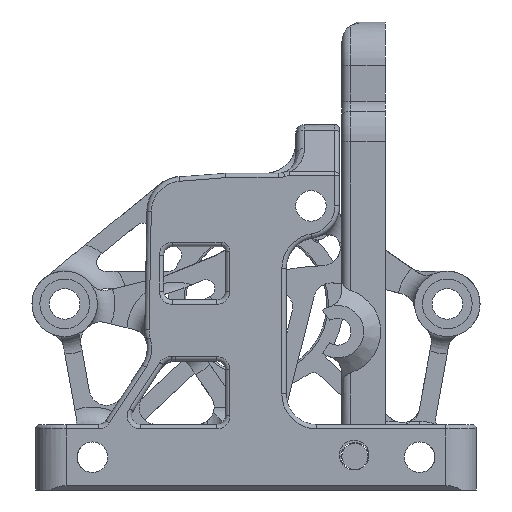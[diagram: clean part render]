
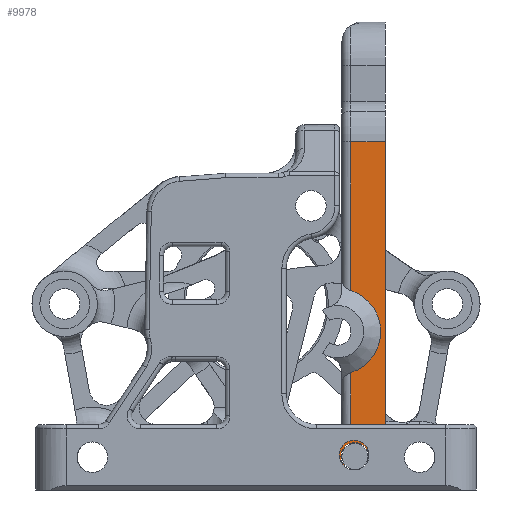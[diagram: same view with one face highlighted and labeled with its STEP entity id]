
A CAD part, front view. The second image highlights one B-rep face of the part: STEP entity #9978.
In plain terms, the highlighted planar face has unit normal (0, -1, 0).
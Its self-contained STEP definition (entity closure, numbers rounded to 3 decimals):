
#231=FACE_BOUND('',#1469,.T.);
#325=PLANE('',#10818);
#885=FACE_OUTER_BOUND('',#1468,.T.);
#1468=EDGE_LOOP('',(#7637,#7638,#7639,#7640,#7641,#7642));
#1469=EDGE_LOOP('',(#7643));
#2299=LINE('',#16110,#2964);
#2327=LINE('',#16367,#2992);
#2337=LINE('',#16463,#3002);
#2338=LINE('',#16464,#3003);
#2964=VECTOR('',#12489,10.);
#2992=VECTOR('',#12617,10.);
#3002=VECTOR('',#12683,10.);
#3003=VECTOR('',#12684,10.);
#3667=CIRCLE('',#10813,4.95);
#3671=CIRCLE('',#10819,3.5);
#3672=CIRCLE('',#10820,1.6);
#4385=VERTEX_POINT('',#16086);
#4386=VERTEX_POINT('',#16099);
#4434=VERTEX_POINT('',#16350);
#4435=VERTEX_POINT('',#16354);
#4452=VERTEX_POINT('',#16460);
#4453=VERTEX_POINT('',#16462);
#4454=VERTEX_POINT('',#16465);
#5521=EDGE_CURVE('',#4386,#4385,#2299,.T.);
#5591=EDGE_CURVE('',#4435,#4434,#2327,.T.);
#5615=EDGE_CURVE('',#4385,#4435,#3667,.T.);
#5620=EDGE_CURVE('',#4386,#4452,#3671,.T.);
#5621=EDGE_CURVE('',#4452,#4453,#2337,.T.);
#5622=EDGE_CURVE('',#4434,#4453,#2338,.T.);
#5623=EDGE_CURVE('',#4454,#4454,#3672,.F.);
#7637=ORIENTED_EDGE('',*,*,#5620,.T.);
#7638=ORIENTED_EDGE('',*,*,#5621,.T.);
#7639=ORIENTED_EDGE('',*,*,#5622,.F.);
#7640=ORIENTED_EDGE('',*,*,#5591,.F.);
#7641=ORIENTED_EDGE('',*,*,#5615,.F.);
#7642=ORIENTED_EDGE('',*,*,#5521,.F.);
#7643=ORIENTED_EDGE('',*,*,#5623,.T.);
#9978=ADVANCED_FACE('',(#885,#231),#325,.T.);
#10813=AXIS2_PLACEMENT_3D('',#16451,#12668,#12669);
#10818=AXIS2_PLACEMENT_3D('',#16459,#12679,#12680);
#10819=AXIS2_PLACEMENT_3D('',#16461,#12681,#12682);
#10820=AXIS2_PLACEMENT_3D('',#16466,#12685,#12686);
#12489=DIRECTION('',(0.,0.,1.));
#12617=DIRECTION('',(0.,0.,1.));
#12668=DIRECTION('center_axis',(0.,-1.,0.));
#12669=DIRECTION('ref_axis',(1.,0.,0.));
#12679=DIRECTION('center_axis',(0.,-1.,0.));
#12680=DIRECTION('ref_axis',(1.,0.,0.));
#12681=DIRECTION('center_axis',(0.,-1.,0.));
#12682=DIRECTION('ref_axis',(1.,0.,0.));
#12683=DIRECTION('',(0.,0.,1.));
#12684=DIRECTION('',(1.,0.,0.));
#12685=DIRECTION('center_axis',(0.,-1.,0.));
#12686=DIRECTION('ref_axis',(1.,0.,0.));
#16086=CARTESIAN_POINT('',(10.747,-16.4,11.352));
#16099=CARTESIAN_POINT('',(10.747,-16.4,5.236));
#16110=CARTESIAN_POINT('',(10.747,-16.4,7.442));
#16350=CARTESIAN_POINT('',(10.747,-16.4,37.823));
#16354=CARTESIAN_POINT('',(10.747,-16.4,20.789));
#16367=CARTESIAN_POINT('',(10.747,-16.4,21.421));
#16451=CARTESIAN_POINT('Origin',(9.25,-16.4,16.07));
#16459=CARTESIAN_POINT('Origin',(11.247,-16.4,1.772));
#16460=CARTESIAN_POINT('',(14.747,-16.4,1.772));
#16461=CARTESIAN_POINT('Origin',(11.247,-16.4,1.772));
#16462=CARTESIAN_POINT('',(14.747,-16.4,37.823));
#16463=CARTESIAN_POINT('',(14.747,-16.4,1.772));
#16464=CARTESIAN_POINT('',(12.997,-16.4,37.823));
#16465=CARTESIAN_POINT('',(9.647,-16.4,1.772));
#16466=CARTESIAN_POINT('Origin',(11.247,-16.4,1.772));
